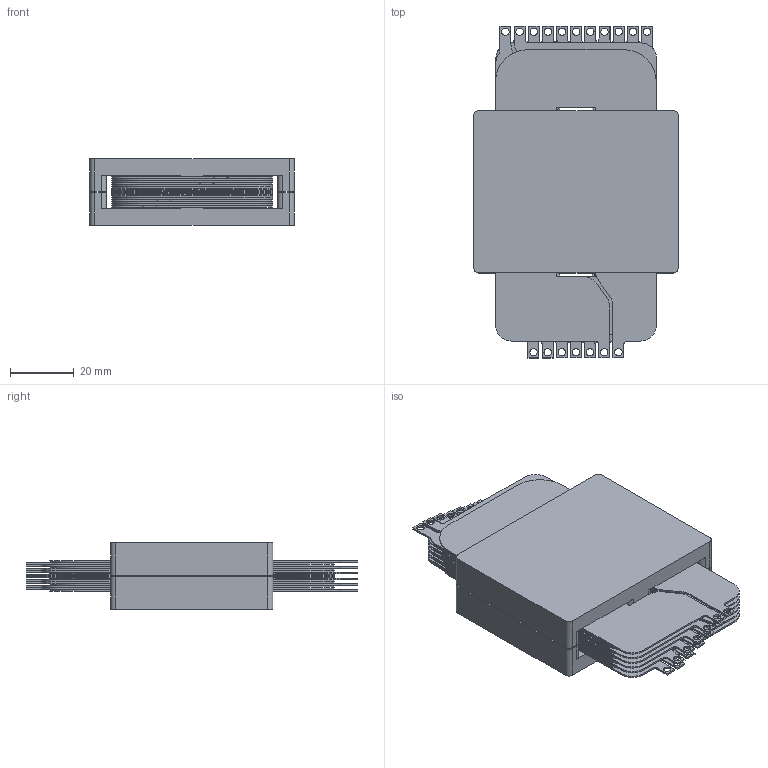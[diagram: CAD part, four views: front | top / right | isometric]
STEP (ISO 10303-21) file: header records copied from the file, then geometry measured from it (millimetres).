
FILE_DESCRIPTION(/* description */ (''),/* implementation_level */ '2;1');
FILE_NAME(/* name */ 'ELP641050_trans0709.stp',/* time_stamp */ '2021-07-09T22:23:38+08:00',/* author */ (''),/* organization */ (''),/* preprocessor_version */ 'ST-DEVELOPER v16.7',/* originating_system */ 'SIEMENS PLM Software NX 12.0',/* authorisation */ '');
FILE_SCHEMA (('AUTOMOTIVE_DESIGN { 1 0 10303 214 3 1 1 1 }'));
Length unit declared in the file: millimetre
Products named in the file (1): hell0BBCEB47z8rn
Bounding box: 64 x 103.89 x 20.8 mm (x, y, z)
Volume: 74749.3 mm3; surface area: 146561.1 mm2
Topology: 18 solids, 18 shells, 566 faces, 1616 edges, 1086 vertices
Faces by surface type: plane 328, cylinder 238
Full cylindrical faces by diameter (mm): 2.3 x26
Entity records: 18447 total; most frequent: CARTESIAN_POINT 3191, DIRECTION 3174, ORIENTED_EDGE 3128, EDGE_CURVE 1564, LINE 1088, VECTOR 1088, VERTEX_POINT 1060, AXIS2_PLACEMENT_3D 1043
